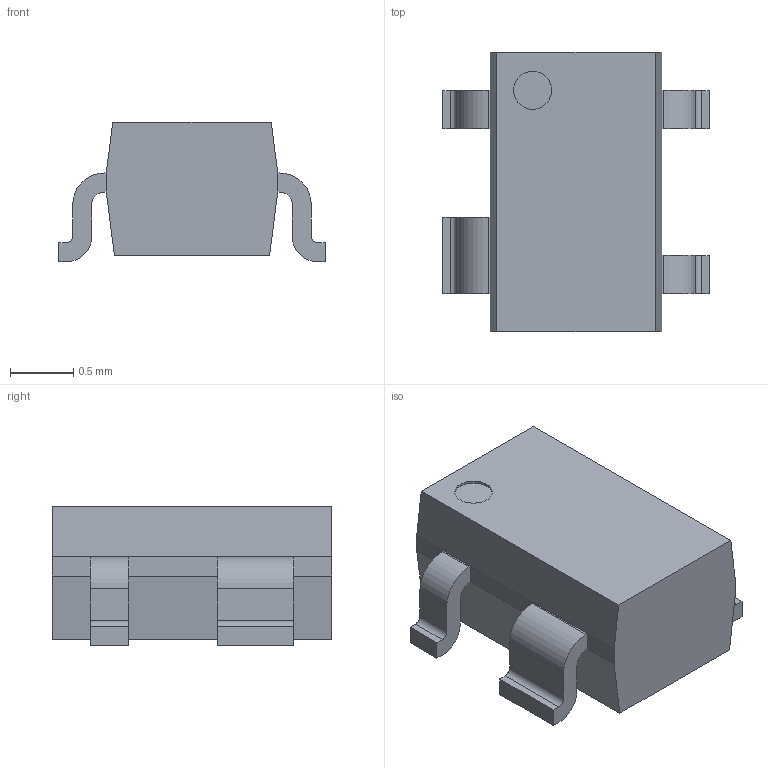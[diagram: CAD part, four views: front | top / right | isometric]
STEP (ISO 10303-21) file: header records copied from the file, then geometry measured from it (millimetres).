
FILE_DESCRIPTION(/* description */ (''),/* implementation_level */ '2;1');
FILE_NAME(/* name */ 'INFINEON-PG-SOT343-4.stp',/* time_stamp */ '2017-02-07T13:57:46+01:00',/* author */ ('jchouvet'),/* organization */ (''),/* preprocessor_version */ 'ST-DEVELOPER v16.1',/* originating_system */ 'AutoCAD Mechanical',/* authorisation */ '');
FILE_SCHEMA (('AUTOMOTIVE_DESIGN { 1 0 10303 214 3 1 1 }'));
Length unit declared in the file: millimetre
Products named in the file (1): Product
Bounding box: 2.1 x 2.2 x 1.1 mm (x, y, z)
Volume: 3.2 mm3; surface area: 16.6 mm2
Topology: 5 solids, 5 shells, 68 faces, 171 edges, 114 vertices
Faces by surface type: plane 51, cylinder 17
Full cylindrical faces by diameter (mm): 0.3 x1
Entity records: 2059 total; most frequent: CARTESIAN_POINT 353, DIRECTION 342, ORIENTED_EDGE 340, EDGE_CURVE 170, LINE 136, VECTOR 136, VERTEX_POINT 114, AXIS2_PLACEMENT_3D 103
